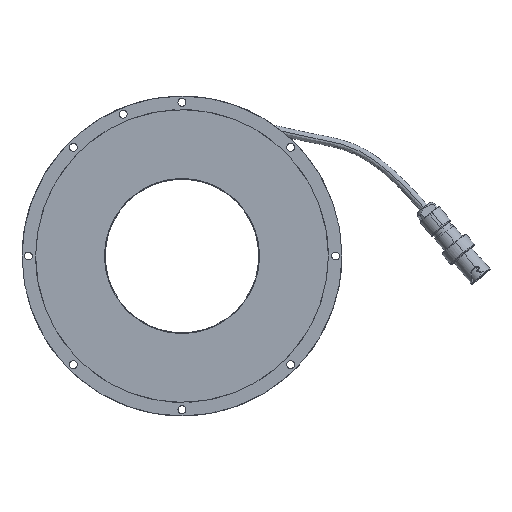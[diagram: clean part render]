
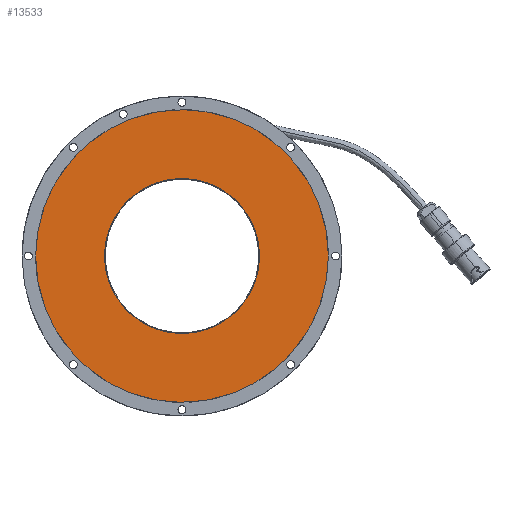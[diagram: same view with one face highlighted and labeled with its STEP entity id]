
A CAD part, top view. The second image highlights one B-rep face of the part: STEP entity #13533.
In plain terms, the highlighted planar face has unit normal (0, 0, 1).
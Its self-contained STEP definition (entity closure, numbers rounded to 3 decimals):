
#11480=AXIS2_PLACEMENT_3D('Circle Axis2P3D',#11478,#11479,$) ;
#11497=AXIS2_PLACEMENT_3D('Circle Axis2P3D',#11495,#11496,$) ;
#13479=AXIS2_PLACEMENT_3D('Circle Axis2P3D',#13477,#13478,$) ;
#13510=AXIS2_PLACEMENT_3D('Circle Axis2P3D',#13508,#13509,$) ;
#13523=AXIS2_PLACEMENT_3D('Plane Axis2P3D',#13520,#13521,#13522) ;
#11468=CARTESIAN_POINT('Vertex',(91.5,0.,13.8)) ;
#11475=CARTESIAN_POINT('Vertex',(-91.5,0.,13.8)) ;
#11478=CARTESIAN_POINT('Axis2P3D Location',(0.,0.,13.8)) ;
#11495=CARTESIAN_POINT('Axis2P3D Location',(0.,0.,13.8)) ;
#13477=CARTESIAN_POINT('Axis2P3D Location',(0.,0.,13.8)) ;
#13481=CARTESIAN_POINT('Vertex',(48.5,0.,13.8)) ;
#13483=CARTESIAN_POINT('Vertex',(-48.5,0.,13.8)) ;
#13508=CARTESIAN_POINT('Axis2P3D Location',(0.,0.,13.8)) ;
#13520=CARTESIAN_POINT('Axis2P3D Location',(0.,0.,13.8)) ;
#11479=DIRECTION('Axis2P3D Direction',(-0.,0.,1.)) ;
#11496=DIRECTION('Axis2P3D Direction',(0.,-0.,1.)) ;
#13478=DIRECTION('Axis2P3D Direction',(0.,-0.,1.)) ;
#13509=DIRECTION('Axis2P3D Direction',(-0.,0.,1.)) ;
#13521=DIRECTION('Axis2P3D Direction',(0.,0.,1.)) ;
#13522=DIRECTION('Axis2P3D XDirection',(1.,0.,0.)) ;
#13526=ORIENTED_EDGE('',*,*,#11499,.T.) ;
#13527=ORIENTED_EDGE('',*,*,#11482,.T.) ;
#13530=ORIENTED_EDGE('',*,*,#13512,.T.) ;
#13531=ORIENTED_EDGE('',*,*,#13485,.T.) ;
#13532=FACE_BOUND('',#13529,.T.) ;
#13533=ADVANCED_FACE('E__A I_____',(#13528,#13532),#13524,.T.) ;
#11481=CIRCLE('generated circle',#11480,91.5) ;
#11498=CIRCLE('generated circle',#11497,91.5) ;
#13480=CIRCLE('generated circle',#13479,48.5) ;
#13511=CIRCLE('generated circle',#13510,48.5) ;
#11482=EDGE_CURVE('',#11469,#11476,#11481,.T.) ;
#11499=EDGE_CURVE('',#11476,#11469,#11498,.T.) ;
#13485=EDGE_CURVE('',#13482,#13484,#13480,.F.) ;
#13512=EDGE_CURVE('',#13484,#13482,#13511,.F.) ;
#13525=EDGE_LOOP('',(#13526,#13527)) ;
#13529=EDGE_LOOP('',(#13530,#13531)) ;
#13528=FACE_OUTER_BOUND('',#13525,.T.) ;
#13524=PLANE('Plane',#13523) ;
#11469=VERTEX_POINT('',#11468) ;
#11476=VERTEX_POINT('',#11475) ;
#13482=VERTEX_POINT('',#13481) ;
#13484=VERTEX_POINT('',#13483) ;
